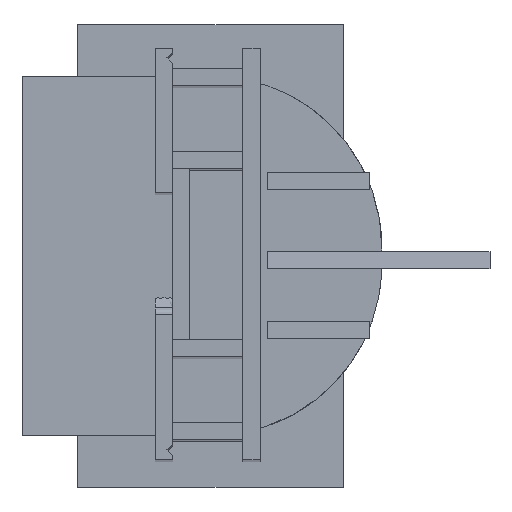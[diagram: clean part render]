
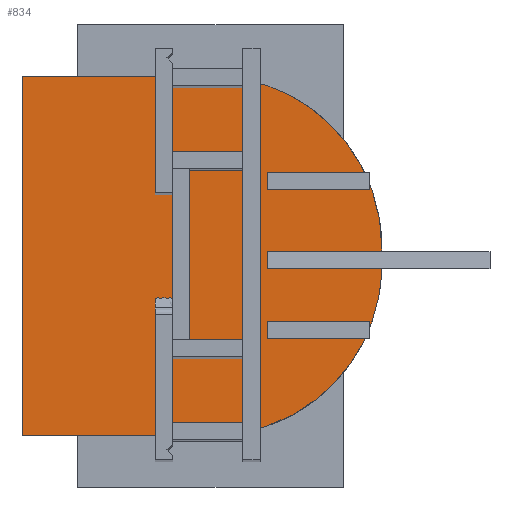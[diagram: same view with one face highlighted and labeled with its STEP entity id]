
A CAD part, top view. The second image highlights one B-rep face of the part: STEP entity #834.
In plain terms, the highlighted planar face has unit normal (0, 0, 1).
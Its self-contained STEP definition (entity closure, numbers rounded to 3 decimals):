
#352=(
BOUNDED_CURVE()
B_SPLINE_CURVE(2,(#19977,#19978,#19979),.UNSPECIFIED.,.F.,.F.)
B_SPLINE_CURVE_WITH_KNOTS((3,3),(0.,298.451),.UNSPECIFIED.)
CURVE()
GEOMETRIC_REPRESENTATION_ITEM()
RATIONAL_B_SPLINE_CURVE((1.,0.707,1.))
REPRESENTATION_ITEM('')
);
#354=(
BOUNDED_CURVE()
B_SPLINE_CURVE(2,(#19983,#19984,#19985),.UNSPECIFIED.,.F.,.F.)
B_SPLINE_CURVE_WITH_KNOTS((3,3),(0.,298.451),.UNSPECIFIED.)
CURVE()
GEOMETRIC_REPRESENTATION_ITEM()
RATIONAL_B_SPLINE_CURVE((1.,0.707,1.))
REPRESENTATION_ITEM('')
);
#834=ADVANCED_FACE('',(#1156),#4835,.T.);
#1156=FACE_OUTER_BOUND('',#1478,.T.);
#1478=EDGE_LOOP('',(#2549,#2550,#2551,#2552,#2553,#2554));
#2549=ORIENTED_EDGE('',*,*,#3588,.T.);
#2550=ORIENTED_EDGE('',*,*,#3582,.T.);
#2551=ORIENTED_EDGE('',*,*,#3581,.T.);
#2552=ORIENTED_EDGE('',*,*,#3594,.T.);
#2553=ORIENTED_EDGE('',*,*,#3587,.T.);
#2554=ORIENTED_EDGE('',*,*,#3596,.T.);
#3581=EDGE_CURVE('',#4567,#4573,#4024,.T.);
#3582=EDGE_CURVE('',#4568,#4567,#4025,.T.);
#3587=EDGE_CURVE('',#4575,#4574,#4030,.T.);
#3588=EDGE_CURVE('',#4576,#4568,#4031,.T.);
#3594=EDGE_CURVE('',#4573,#4575,#352,.T.);
#3596=EDGE_CURVE('',#4574,#4576,#354,.T.);
#4024=B_SPLINE_CURVE_WITH_KNOTS('',1,(#19950,#19951),.UNSPECIFIED.,.F.,
 .F.,(2,2),(0.,210.),.UNSPECIFIED.);
#4025=B_SPLINE_CURVE_WITH_KNOTS('',1,(#19952,#19953),.UNSPECIFIED.,.F.,
 .F.,(2,2),(0.,400.),.UNSPECIFIED.);
#4030=B_SPLINE_CURVE_WITH_KNOTS('',1,(#19962,#19963),.UNSPECIFIED.,.F.,
 .F.,(2,2),(190.,210.),.UNSPECIFIED.);
#4031=B_SPLINE_CURVE_WITH_KNOTS('',1,(#19964,#19965),.UNSPECIFIED.,.F.,
 .F.,(2,2),(190.,400.),.UNSPECIFIED.);
#4567=VERTEX_POINT('',#19936);
#4568=VERTEX_POINT('',#19937);
#4573=VERTEX_POINT('',#19942);
#4574=VERTEX_POINT('',#19943);
#4575=VERTEX_POINT('',#19944);
#4576=VERTEX_POINT('',#19945);
#4835=PLANE('',#5073);
#5073=AXIS2_PLACEMENT_3D('',#19919,#5278,$);
#5278=DIRECTION('',(0.,0.,1.));
#19919=CARTESIAN_POINT('',(2501.584,-556.711,563.543));
#19936=CARTESIAN_POINT('',(2501.584,-556.711,563.543));
#19937=CARTESIAN_POINT('',(2501.584,-156.711,563.543));
#19942=CARTESIAN_POINT('',(2711.584,-556.711,563.543));
#19943=CARTESIAN_POINT('',(2901.584,-346.711,563.543));
#19944=CARTESIAN_POINT('',(2901.584,-366.711,563.543));
#19945=CARTESIAN_POINT('',(2711.584,-156.711,563.543));
#19950=CARTESIAN_POINT('',(2501.584,-556.711,563.543));
#19951=CARTESIAN_POINT('',(2711.584,-556.711,563.543));
#19952=CARTESIAN_POINT('',(2501.584,-156.711,563.543));
#19953=CARTESIAN_POINT('',(2501.584,-556.711,563.543));
#19962=CARTESIAN_POINT('',(2901.584,-366.711,563.543));
#19963=CARTESIAN_POINT('',(2901.584,-346.711,563.543));
#19964=CARTESIAN_POINT('',(2711.584,-156.711,563.543));
#19965=CARTESIAN_POINT('',(2501.584,-156.711,563.543));
#19977=CARTESIAN_POINT('',(2711.584,-556.711,563.543));
#19978=CARTESIAN_POINT('',(2901.584,-556.711,563.543));
#19979=CARTESIAN_POINT('',(2901.584,-366.711,563.543));
#19983=CARTESIAN_POINT('',(2901.584,-346.711,563.543));
#19984=CARTESIAN_POINT('',(2901.584,-156.711,563.543));
#19985=CARTESIAN_POINT('',(2711.584,-156.711,563.543));
